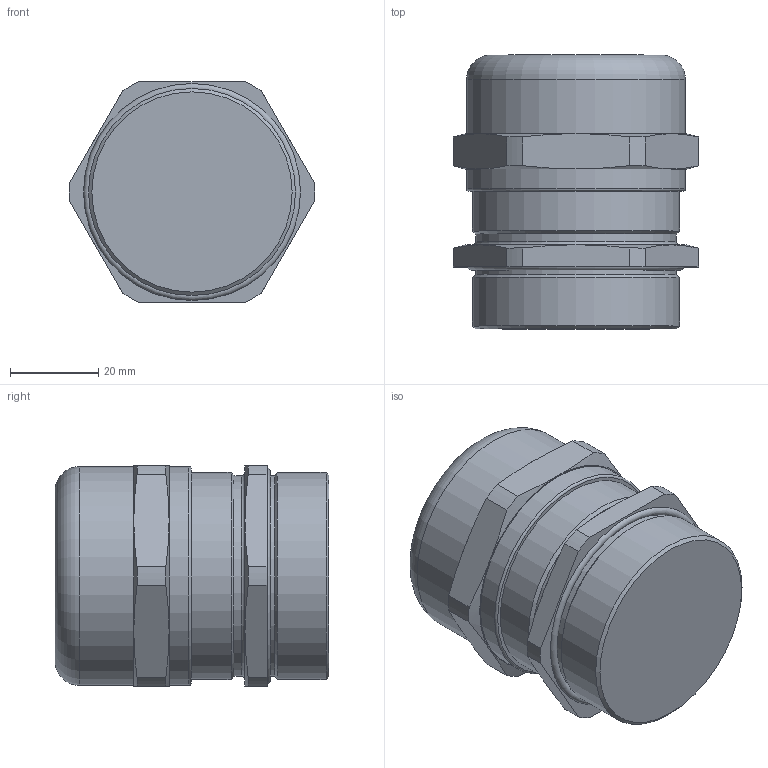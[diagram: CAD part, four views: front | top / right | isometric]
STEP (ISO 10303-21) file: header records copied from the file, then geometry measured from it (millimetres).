
FILE_DESCRIPTION((''),'2;1');
FILE_NAME('BSEN-08.stp','2012-10-01T17:00:39',('mustafa'),(''),'Autodesk Inventor 2013','Autodesk Inventor 2013','');
FILE_SCHEMA(('AUTOMOTIVE_DESIGN { 1 0 10303 214 1 1 1 1 }'));
Length unit declared in the file: inch
Products named in the file (1): PG 36 EMC RAKOR MONTAJI TL14_Shrinkwrap_1
Bounding box: 55.48 x 61.96 x 50 mm (x, y, z)
Volume: 115423.6 mm3; surface area: 14468.5 mm2
Topology: 1 solids, 1 shells, 62 faces, 140 edges, 85 vertices
Faces by surface type: cone 21, plane 19, cylinder 18, torus 4
Full cylindrical faces by diameter (mm): 45.33 x2, 46.85 x2, 49.5 x2
Entity records: 1640 total; most frequent: CARTESIAN_POINT 343, DIRECTION 274, ORIENTED_EDGE 250, EDGE_CURVE 125, AXIS2_PLACEMENT_3D 122, VERTEX_POINT 83, EDGE_LOOP 80, FACE_OUTER_BOUND 62
